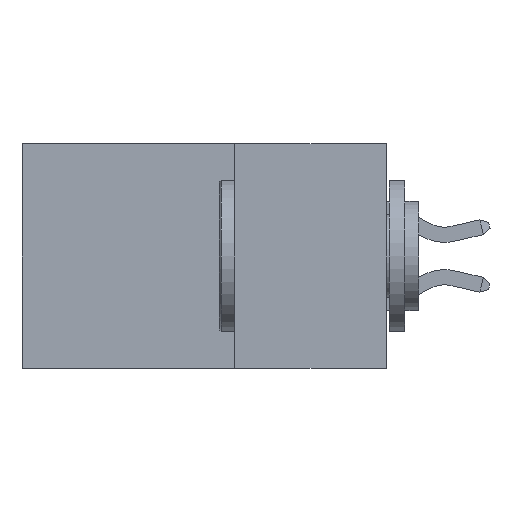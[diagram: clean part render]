
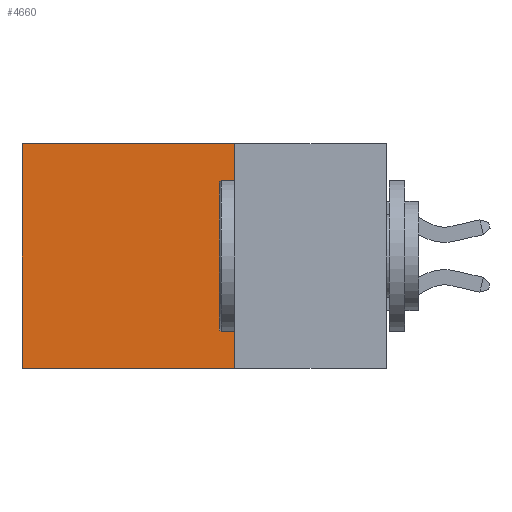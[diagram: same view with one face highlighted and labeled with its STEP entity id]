
A CAD part, left-side view. The second image highlights one B-rep face of the part: STEP entity #4660.
In plain terms, the highlighted planar face has unit normal (-1, 0, 0).
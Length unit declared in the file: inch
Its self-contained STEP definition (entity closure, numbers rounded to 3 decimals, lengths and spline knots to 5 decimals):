
#393 = VERTEX_POINT ( 'NONE', #10004 ) ;
#458 = VECTOR ( 'NONE', #6986, 39.37008 ) ;
#820 = DIRECTION ( 'NONE',  ( 0., 0., -1. ) ) ;
#1495 = CARTESIAN_POINT ( 'NONE',  ( 0.2615, 0.25, 0. ) ) ;
#1643 = CARTESIAN_POINT ( 'NONE',  ( 0.2615, 0.25, 0. ) ) ;
#1725 = EDGE_CURVE ( 'NONE', #9855, #9281, #8994, .T. ) ;
#2056 = ORIENTED_EDGE ( 'NONE', *, *, #9917, .T. ) ;
#2092 = VECTOR ( 'NONE', #4943, 39.37008 ) ;
#2721 = ORIENTED_EDGE ( 'NONE', *, *, #1725, .T. ) ;
#3568 = DIRECTION ( 'NONE',  ( 1., 0., 0. ) ) ;
#4660 = ADVANCED_FACE ( 'NONE', ( #9323 ), #6217, .F. ) ;
#4943 = DIRECTION ( 'NONE',  ( 0., 1., 0. ) ) ;
#5028 = CARTESIAN_POINT ( 'NONE',  ( 0.2615, 0.25, -0.37 ) ) ;
#5094 = VECTOR ( 'NONE', #10046, 39.37008 ) ;
#5196 = CARTESIAN_POINT ( 'NONE',  ( 0.2615, 0.6, -0.37 ) ) ;
#5991 = CARTESIAN_POINT ( 'NONE',  ( 0.2615, 0.6, -0.37 ) ) ;
#6217 = PLANE ( 'NONE',  #7421 ) ;
#6724 = EDGE_CURVE ( 'NONE', #393, #10557, #8128, .T. ) ;
#6986 = DIRECTION ( 'NONE',  ( 0., 0., -1. ) ) ;
#6992 = CARTESIAN_POINT ( 'NONE',  ( 0.2615, 0.25, -0.37 ) ) ;
#7421 = AXIS2_PLACEMENT_3D ( 'NONE', #6992, #3568, #9376 ) ;
#7440 = EDGE_LOOP ( 'NONE', ( #2056, #10579, #9520, #2721 ) ) ;
#8128 = LINE ( 'NONE', #5028, #5094 ) ;
#8561 = LINE ( 'NONE', #9534, #458 ) ;
#8573 = VECTOR ( 'NONE', #820, 39.37008 ) ;
#8994 = LINE ( 'NONE', #1495, #2092 ) ;
#9281 = VERTEX_POINT ( 'NONE', #9680 ) ;
#9323 = FACE_OUTER_BOUND ( 'NONE', #7440, .T. ) ;
#9376 = DIRECTION ( 'NONE',  ( 0., 0., -1. ) ) ;
#9520 = ORIENTED_EDGE ( 'NONE', *, *, #9996, .F. ) ;
#9534 = CARTESIAN_POINT ( 'NONE',  ( 0.2615, 0.25, -0.37 ) ) ;
#9680 = CARTESIAN_POINT ( 'NONE',  ( 0.2615, 0.6, 0. ) ) ;
#9855 = VERTEX_POINT ( 'NONE', #1643 ) ;
#9917 = EDGE_CURVE ( 'NONE', #9281, #10557, #10061, .T. ) ;
#9996 = EDGE_CURVE ( 'NONE', #9855, #393, #8561, .T. ) ;
#10004 = CARTESIAN_POINT ( 'NONE',  ( 0.2615, 0.25, -0.37 ) ) ;
#10046 = DIRECTION ( 'NONE',  ( 0., 1., 0. ) ) ;
#10061 = LINE ( 'NONE', #5991, #8573 ) ;
#10557 = VERTEX_POINT ( 'NONE', #5196 ) ;
#10579 = ORIENTED_EDGE ( 'NONE', *, *, #6724, .F. ) ;
